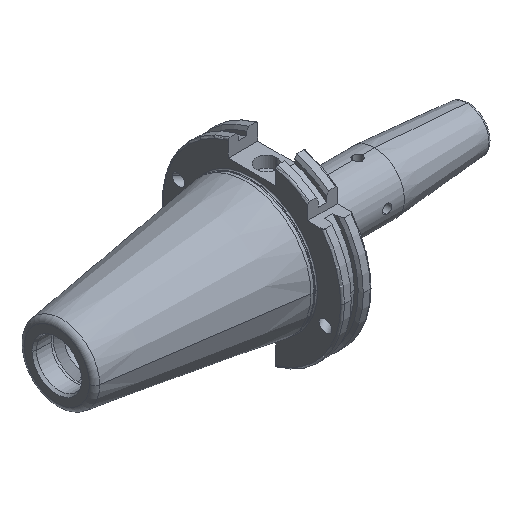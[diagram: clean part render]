
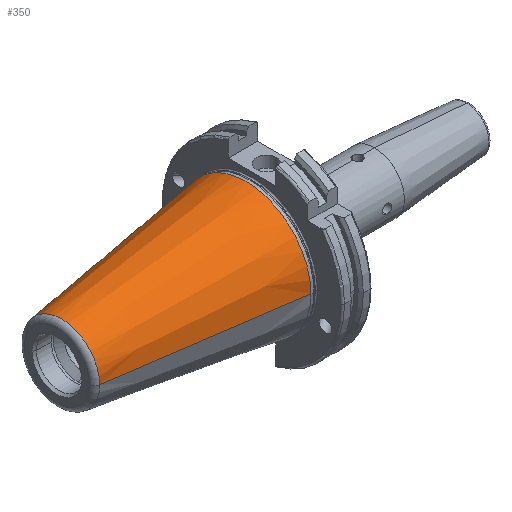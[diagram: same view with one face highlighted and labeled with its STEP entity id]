
A CAD part, isometric view. The second image highlights one B-rep face of the part: STEP entity #350.
In plain terms, the highlighted conical face has half-angle 8.297 degrees and reference radius 34.925 mm.
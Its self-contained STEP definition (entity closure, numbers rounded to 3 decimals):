
#166 = CARTESIAN_POINT ( 'NONE',  ( -102.383, -20.461, 0. ) ) ;
#316 = EDGE_CURVE ( 'NONE', #4999, #1831, #3459, .T. ) ;
#350 = ADVANCED_FACE ( 'NONE', ( #5046 ), #4548, .T. ) ;
#487 = VERTEX_POINT ( 'NONE', #166 ) ;
#653 = CARTESIAN_POINT ( 'NONE',  ( -3.2, 0., 0. ) ) ;
#762 = CARTESIAN_POINT ( 'NONE',  ( -3.2, 34.925, 0. ) ) ;
#1469 = EDGE_CURVE ( 'NONE', #487, #1691, #3119, .T. ) ;
#1485 = DIRECTION ( 'NONE',  ( 0., -1., 0. ) ) ;
#1691 = VERTEX_POINT ( 'NONE', #2397 ) ;
#1812 = ORIENTED_EDGE ( 'NONE', *, *, #3572, .F. ) ;
#1831 = VERTEX_POINT ( 'NONE', #2463 ) ;
#1871 = CARTESIAN_POINT ( 'NONE',  ( -3.2, 0., 0. ) ) ;
#1939 = LINE ( 'NONE', #762, #3924 ) ;
#1978 = AXIS2_PLACEMENT_3D ( 'NONE', #653, #2618, #2998 ) ;
#2265 = CARTESIAN_POINT ( 'NONE',  ( -102.383, 0., 0. ) ) ;
#2350 = ORIENTED_EDGE ( 'NONE', *, *, #316, .T. ) ;
#2374 = AXIS2_PLACEMENT_3D ( 'NONE', #2265, #5011, #2673 ) ;
#2397 = CARTESIAN_POINT ( 'NONE',  ( -102.383, 20.461, 0. ) ) ;
#2463 = CARTESIAN_POINT ( 'NONE',  ( -3.2, 34.925, 0. ) ) ;
#2499 = VECTOR ( 'NONE', #4824, 1000. ) ;
#2618 = DIRECTION ( 'NONE',  ( 1., 0., 0. ) ) ;
#2652 = EDGE_CURVE ( 'NONE', #487, #4999, #4589, .T. ) ;
#2673 = DIRECTION ( 'NONE',  ( 0., -1., 0. ) ) ;
#2998 = DIRECTION ( 'NONE',  ( 0., 1., 0. ) ) ;
#3107 = CARTESIAN_POINT ( 'NONE',  ( -3.2, -34.925, 0. ) ) ;
#3119 = CIRCLE ( 'NONE', #2374, 20.461 ) ;
#3459 = CIRCLE ( 'NONE', #4183, 34.925 ) ;
#3572 = EDGE_CURVE ( 'NONE', #1691, #1831, #1939, .T. ) ;
#3663 = CARTESIAN_POINT ( 'NONE',  ( -3.2, -34.925, 0. ) ) ;
#3895 = DIRECTION ( 'NONE',  ( 0.99, 0.144, 0. ) ) ;
#3898 = ORIENTED_EDGE ( 'NONE', *, *, #1469, .F. ) ;
#3924 = VECTOR ( 'NONE', #3895, 1000. ) ;
#3954 = ORIENTED_EDGE ( 'NONE', *, *, #2652, .T. ) ;
#4183 = AXIS2_PLACEMENT_3D ( 'NONE', #1871, #4231, #1485 ) ;
#4231 = DIRECTION ( 'NONE',  ( -1., 0., 0. ) ) ;
#4355 = EDGE_LOOP ( 'NONE', ( #3898, #3954, #2350, #1812 ) ) ;
#4548 = CONICAL_SURFACE ( 'NONE', #1978, 34.925, 0.145 ) ;
#4589 = LINE ( 'NONE', #3663, #2499 ) ;
#4824 = DIRECTION ( 'NONE',  ( 0.99, -0.144, 0. ) ) ;
#4999 = VERTEX_POINT ( 'NONE', #3107 ) ;
#5011 = DIRECTION ( 'NONE',  ( -1., 0., 0. ) ) ;
#5046 = FACE_OUTER_BOUND ( 'NONE', #4355, .T. ) ;
